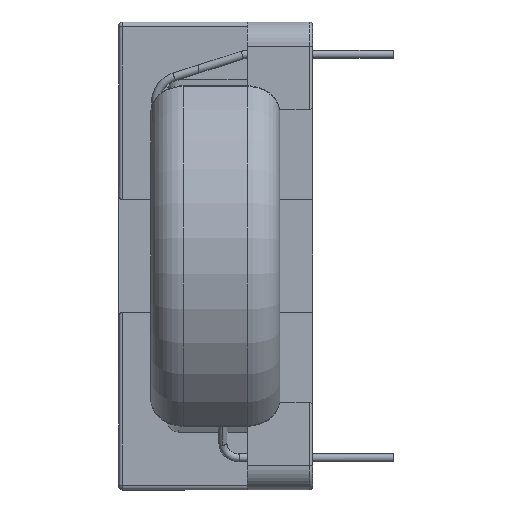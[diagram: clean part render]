
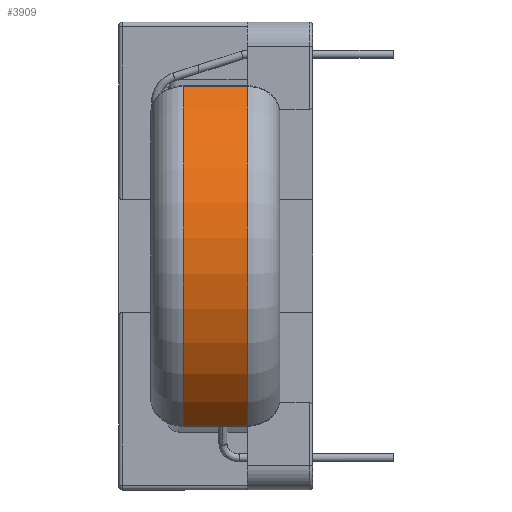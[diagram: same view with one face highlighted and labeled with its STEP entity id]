
A CAD part, left-side view. The second image highlights one B-rep face of the part: STEP entity #3909.
In plain terms, the highlighted cylindrical face has radius 13 mm (diameter 26 mm), a partial arc.
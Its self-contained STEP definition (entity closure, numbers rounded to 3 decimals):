
#109 = EDGE_CURVE ( 'NONE', #15557, #8278, #5993, .T. ) ;
#335 = DIRECTION ( 'NONE',  ( 0., -1., 0. ) ) ;
#1096 = DIRECTION ( 'NONE',  ( 0., 1., 0. ) ) ;
#1316 = EDGE_CURVE ( 'NONE', #15407, #15557, #9913, .T. ) ;
#1753 = ORIENTED_EDGE ( 'NONE', *, *, #11873, .T. ) ;
#2158 = FACE_OUTER_BOUND ( 'NONE', #5942, .T. ) ;
#2250 = VECTOR ( 'NONE', #1096, 1000. ) ;
#3523 = ORIENTED_EDGE ( 'NONE', *, *, #4795, .T. ) ;
#3909 = ADVANCED_FACE ( 'NONE', ( #2158 ), #17319, .T. ) ;
#4630 = DIRECTION ( 'NONE',  ( 0., 0., -1. ) ) ;
#4746 = CARTESIAN_POINT ( 'NONE',  ( 0., 4., 0. ) ) ;
#4795 = EDGE_CURVE ( 'NONE', #13935, #15407, #6247, .T. ) ;
#5748 = AXIS2_PLACEMENT_3D ( 'NONE', #7359, #15548, #7231 ) ;
#5942 = EDGE_LOOP ( 'NONE', ( #14195, #9675, #1753, #3523 ) ) ;
#5993 = LINE ( 'NONE', #14656, #2250 ) ;
#6049 = AXIS2_PLACEMENT_3D ( 'NONE', #12253, #335, #12502 ) ;
#6247 = LINE ( 'NONE', #14846, #6899 ) ;
#6861 = DIRECTION ( 'NONE',  ( 0., -1., 0. ) ) ;
#6899 = VECTOR ( 'NONE', #6861, 1000. ) ;
#7231 = DIRECTION ( 'NONE',  ( 0., 0., 1. ) ) ;
#7359 = CARTESIAN_POINT ( 'NONE',  ( 0., -2., 0. ) ) ;
#8278 = VERTEX_POINT ( 'NONE', #10994 ) ;
#8360 = CARTESIAN_POINT ( 'NONE',  ( -7.664, -2., 10.501 ) ) ;
#9675 = ORIENTED_EDGE ( 'NONE', *, *, #109, .T. ) ;
#9913 = CIRCLE ( 'NONE', #5748, 13. ) ;
#10994 = CARTESIAN_POINT ( 'NONE',  ( -7.664, 2., 10.501 ) ) ;
#11168 = AXIS2_PLACEMENT_3D ( 'NONE', #4746, #11434, #4630 ) ;
#11434 = DIRECTION ( 'NONE',  ( 0., -1., 0. ) ) ;
#11873 = EDGE_CURVE ( 'NONE', #8278, #13935, #13256, .T. ) ;
#12253 = CARTESIAN_POINT ( 'NONE',  ( 0., 2., 0. ) ) ;
#12502 = DIRECTION ( 'NONE',  ( 0., 0., 1. ) ) ;
#13256 = CIRCLE ( 'NONE', #6049, 13. ) ;
#13935 = VERTEX_POINT ( 'NONE', #14820 ) ;
#14195 = ORIENTED_EDGE ( 'NONE', *, *, #1316, .T. ) ;
#14656 = CARTESIAN_POINT ( 'NONE',  ( -7.664, 4., 10.501 ) ) ;
#14820 = CARTESIAN_POINT ( 'NONE',  ( -7.664, 2., -10.501 ) ) ;
#14846 = CARTESIAN_POINT ( 'NONE',  ( -7.664, 4., -10.501 ) ) ;
#15407 = VERTEX_POINT ( 'NONE', #16582 ) ;
#15548 = DIRECTION ( 'NONE',  ( 0., 1., 0. ) ) ;
#15557 = VERTEX_POINT ( 'NONE', #8360 ) ;
#16582 = CARTESIAN_POINT ( 'NONE',  ( -7.664, -2., -10.501 ) ) ;
#17319 = CYLINDRICAL_SURFACE ( 'NONE', #11168, 13. ) ;
